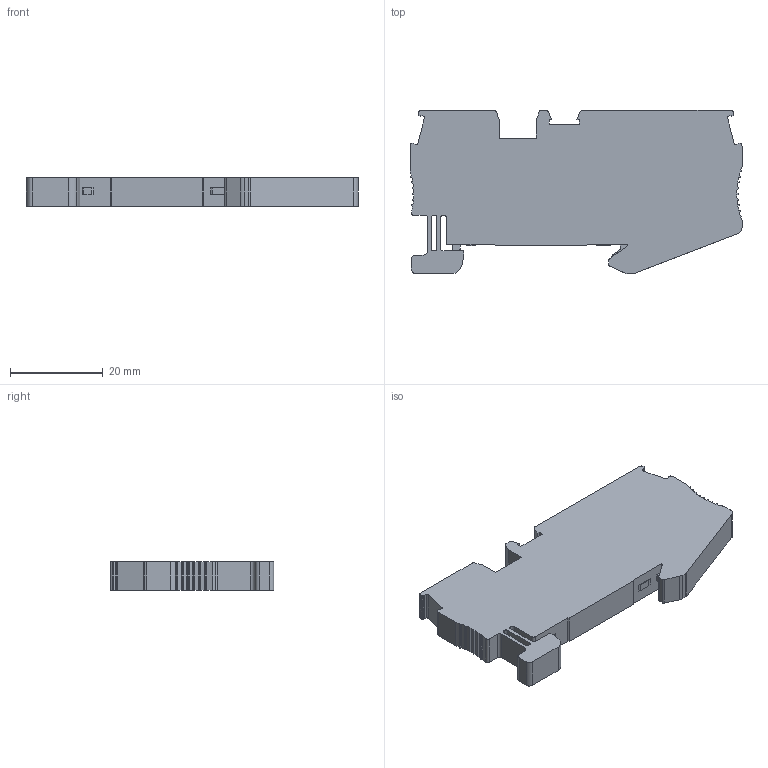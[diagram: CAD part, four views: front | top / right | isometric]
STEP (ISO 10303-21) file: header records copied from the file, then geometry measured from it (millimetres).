
FILE_DESCRIPTION((''),'2;1');
FILE_NAME('PRT0003','2022-05-16T',('ASUS'),(''),'PRO/ENGINEER BY PARAMETRIC TECHNOLOGY CORPORATION, 2013230','PRO/ENGINEER BY PARAMETRIC TECHNOLOGY CORPORATION, 2013230','');
FILE_SCHEMA(('CONFIG_CONTROL_DESIGN'));
Length unit declared in the file: millimetre
Products named in the file (1): PRT0003
Bounding box: 71.5 x 35.2 x 6.2 mm (x, y, z)
Volume: 12638.3 mm3; surface area: 5876.4 mm2
Topology: 1 solids, 1 shells, 185 faces, 543 edges, 362 vertices
Faces by surface type: plane 114, cylinder 71
Entity records: 6205 total; most frequent: CARTESIAN_POINT 1090, ORIENTED_EDGE 1086, DIRECTION 1055, EDGE_CURVE 543, VECTOR 401, LINE 401, VERTEX_POINT 362, AXIS2_PLACEMENT_3D 327
